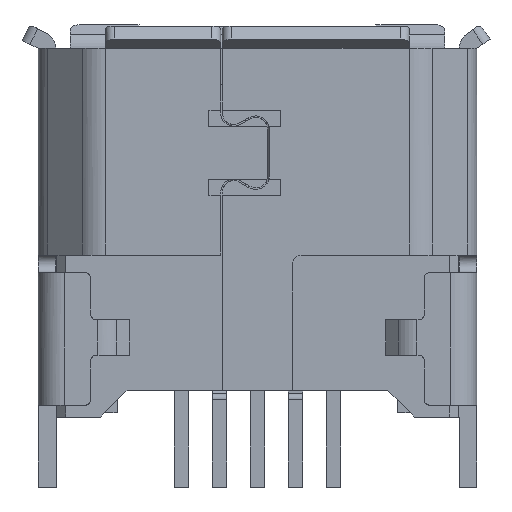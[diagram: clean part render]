
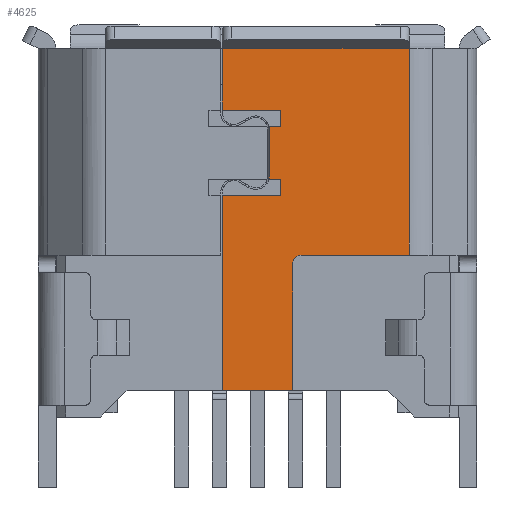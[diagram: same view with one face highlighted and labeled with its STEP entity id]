
A CAD part, front view. The second image highlights one B-rep face of the part: STEP entity #4625.
In plain terms, the highlighted planar face has unit normal (0, -1, 0).
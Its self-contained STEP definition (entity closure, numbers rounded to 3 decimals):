
#22 = VERTEX_POINT('',#23);
#23 = CARTESIAN_POINT('',(1.5,-1.45,4.132));
#31 = EDGE_CURVE('',#22,#32,#34,.T.);
#32 = VERTEX_POINT('',#33);
#33 = CARTESIAN_POINT('',(1.494,-1.45,4.079));
#34 = CIRCLE('',#35,0.23);
#35 = AXIS2_PLACEMENT_3D('',#36,#37,#38);
#36 = CARTESIAN_POINT('',(1.27,-1.45,4.132));
#37 = DIRECTION('',(0.,1.,0.));
#38 = DIRECTION('',(0.,0.,-1.));
#3357 = VERTEX_POINT('',#3358);
#3358 = CARTESIAN_POINT('',(0.7,-1.45,0.461));
#3548 = VERTEX_POINT('',#3549);
#3549 = CARTESIAN_POINT('',(1.9,-1.45,0.461));
#3555 = EDGE_CURVE('',#3548,#3357,#3556,.T.);
#3556 = LINE('',#3557,#3558);
#3557 = CARTESIAN_POINT('',(0.7,-1.45,0.461));
#3558 = VECTOR('',#3559,1.);
#3559 = DIRECTION('',(-1.,0.,0.));
#3633 = EDGE_CURVE('',#3634,#3636,#3638,.T.);
#3634 = VERTEX_POINT('',#3635);
#3635 = CARTESIAN_POINT('',(2.05,-1.45,2.78));
#3636 = VERTEX_POINT('',#3637);
#3637 = CARTESIAN_POINT('',(3.896,-1.45,2.78));
#3638 = LINE('',#3639,#3640);
#3639 = CARTESIAN_POINT('',(3.037,-1.45,2.78));
#3640 = VECTOR('',#3641,1.);
#3641 = DIRECTION('',(1.,0.,0.));
#3668 = VERTEX_POINT('',#3669);
#3669 = CARTESIAN_POINT('',(1.9,-1.45,2.63));
#3675 = EDGE_CURVE('',#3634,#3668,#3676,.T.);
#3676 = CIRCLE('',#3677,0.15);
#3677 = AXIS2_PLACEMENT_3D('',#3678,#3679,#3680);
#3678 = CARTESIAN_POINT('',(2.05,-1.45,2.63));
#3679 = DIRECTION('',(-0.,-1.,0.));
#3680 = DIRECTION('',(0.,0.,1.));
#3693 = EDGE_CURVE('',#3668,#3548,#3694,.T.);
#3694 = LINE('',#3695,#3696);
#3695 = CARTESIAN_POINT('',(1.9,-1.45,0.17));
#3696 = VECTOR('',#3697,1.);
#3697 = DIRECTION('',(0.,0.,-1.));
#4001 = VERTEX_POINT('',#4002);
#4002 = CARTESIAN_POINT('',(3.896,-1.45,6.311));
#4625 = ADVANCED_FACE('',(#4626),#4724,.T.);
#4626 = FACE_BOUND('',#4627,.T.);
#4627 = EDGE_LOOP('',(#4628,#4629,#4630,#4631,#4632,#4638,#4646,#4654,
    #4662,#4670,#4678,#4687,#4693,#4694,#4702,#4710,#4718));
#4628 = ORIENTED_EDGE('',*,*,#3555,.F.);
#4629 = ORIENTED_EDGE('',*,*,#3693,.F.);
#4630 = ORIENTED_EDGE('',*,*,#3675,.F.);
#4631 = ORIENTED_EDGE('',*,*,#3633,.T.);
#4632 = ORIENTED_EDGE('',*,*,#4633,.T.);
#4633 = EDGE_CURVE('',#3636,#4001,#4634,.T.);
#4634 = LINE('',#4635,#4636);
#4635 = CARTESIAN_POINT('',(3.896,-1.45,2.011));
#4636 = VECTOR('',#4637,1.);
#4637 = DIRECTION('',(-0.,0.,1.));
#4638 = ORIENTED_EDGE('',*,*,#4639,.T.);
#4639 = EDGE_CURVE('',#4001,#4640,#4642,.T.);
#4640 = VERTEX_POINT('',#4641);
#4641 = CARTESIAN_POINT('',(0.7,-1.45,6.311));
#4642 = LINE('',#4643,#4644);
#4643 = CARTESIAN_POINT('',(2.298,-1.45,6.311));
#4644 = VECTOR('',#4645,1.);
#4645 = DIRECTION('',(-1.,0.,0.));
#4646 = ORIENTED_EDGE('',*,*,#4647,.T.);
#4647 = EDGE_CURVE('',#4640,#4648,#4650,.T.);
#4648 = VERTEX_POINT('',#4649);
#4649 = CARTESIAN_POINT('',(0.7,-1.45,5.258));
#4650 = LINE('',#4651,#4652);
#4651 = CARTESIAN_POINT('',(0.7,-1.45,2.011));
#4652 = VECTOR('',#4653,1.);
#4653 = DIRECTION('',(0.,0.,-1.));
#4654 = ORIENTED_EDGE('',*,*,#4655,.T.);
#4655 = EDGE_CURVE('',#4648,#4656,#4658,.T.);
#4656 = VERTEX_POINT('',#4657);
#4657 = CARTESIAN_POINT('',(1.7,-1.45,5.258));
#4658 = LINE('',#4659,#4660);
#4659 = CARTESIAN_POINT('',(2.298,-1.45,5.258));
#4660 = VECTOR('',#4661,1.);
#4661 = DIRECTION('',(1.,0.,0.));
#4662 = ORIENTED_EDGE('',*,*,#4663,.T.);
#4663 = EDGE_CURVE('',#4656,#4664,#4666,.T.);
#4664 = VERTEX_POINT('',#4665);
#4665 = CARTESIAN_POINT('',(1.7,-1.45,4.981));
#4666 = LINE('',#4667,#4668);
#4667 = CARTESIAN_POINT('',(1.7,-1.45,2.011));
#4668 = VECTOR('',#4669,1.);
#4669 = DIRECTION('',(0.,0.,-1.));
#4670 = ORIENTED_EDGE('',*,*,#4671,.T.);
#4671 = EDGE_CURVE('',#4664,#4672,#4674,.T.);
#4672 = VERTEX_POINT('',#4673);
#4673 = CARTESIAN_POINT('',(1.494,-1.45,4.981));
#4674 = LINE('',#4675,#4676);
#4675 = CARTESIAN_POINT('',(2.298,-1.45,4.981));
#4676 = VECTOR('',#4677,1.);
#4677 = DIRECTION('',(-1.,0.,0.));
#4678 = ORIENTED_EDGE('',*,*,#4679,.T.);
#4679 = EDGE_CURVE('',#4672,#4680,#4682,.T.);
#4680 = VERTEX_POINT('',#4681);
#4681 = CARTESIAN_POINT('',(1.5,-1.45,4.928));
#4682 = CIRCLE('',#4683,0.23);
#4683 = AXIS2_PLACEMENT_3D('',#4684,#4685,#4686);
#4684 = CARTESIAN_POINT('',(1.27,-1.45,4.928));
#4685 = DIRECTION('',(0.,1.,0.));
#4686 = DIRECTION('',(0.,0.,-1.));
#4687 = ORIENTED_EDGE('',*,*,#4688,.T.);
#4688 = EDGE_CURVE('',#4680,#22,#4689,.T.);
#4689 = LINE('',#4690,#4691);
#4690 = CARTESIAN_POINT('',(1.5,-1.45,2.011));
#4691 = VECTOR('',#4692,1.);
#4692 = DIRECTION('',(0.,0.,-1.));
#4693 = ORIENTED_EDGE('',*,*,#31,.T.);
#4694 = ORIENTED_EDGE('',*,*,#4695,.T.);
#4695 = EDGE_CURVE('',#32,#4696,#4698,.T.);
#4696 = VERTEX_POINT('',#4697);
#4697 = CARTESIAN_POINT('',(1.7,-1.45,4.079));
#4698 = LINE('',#4699,#4700);
#4699 = CARTESIAN_POINT('',(2.298,-1.45,4.079));
#4700 = VECTOR('',#4701,1.);
#4701 = DIRECTION('',(1.,0.,0.));
#4702 = ORIENTED_EDGE('',*,*,#4703,.T.);
#4703 = EDGE_CURVE('',#4696,#4704,#4706,.T.);
#4704 = VERTEX_POINT('',#4705);
#4705 = CARTESIAN_POINT('',(1.7,-1.45,3.802));
#4706 = LINE('',#4707,#4708);
#4707 = CARTESIAN_POINT('',(1.7,-1.45,2.011));
#4708 = VECTOR('',#4709,1.);
#4709 = DIRECTION('',(0.,0.,-1.));
#4710 = ORIENTED_EDGE('',*,*,#4711,.T.);
#4711 = EDGE_CURVE('',#4704,#4712,#4714,.T.);
#4712 = VERTEX_POINT('',#4713);
#4713 = CARTESIAN_POINT('',(0.7,-1.45,3.802));
#4714 = LINE('',#4715,#4716);
#4715 = CARTESIAN_POINT('',(2.298,-1.45,3.802));
#4716 = VECTOR('',#4717,1.);
#4717 = DIRECTION('',(-1.,0.,0.));
#4718 = ORIENTED_EDGE('',*,*,#4719,.T.);
#4719 = EDGE_CURVE('',#4712,#3357,#4720,.T.);
#4720 = LINE('',#4721,#4722);
#4721 = CARTESIAN_POINT('',(0.7,-1.45,2.011));
#4722 = VECTOR('',#4723,1.);
#4723 = DIRECTION('',(0.,0.,-1.));
#4724 = PLANE('',#4725);
#4725 = AXIS2_PLACEMENT_3D('',#4726,#4727,#4728);
#4726 = CARTESIAN_POINT('',(3.96,-1.45,6.483));
#4727 = DIRECTION('',(0.,-1.,0.));
#4728 = DIRECTION('',(-1.,0.,0.));
